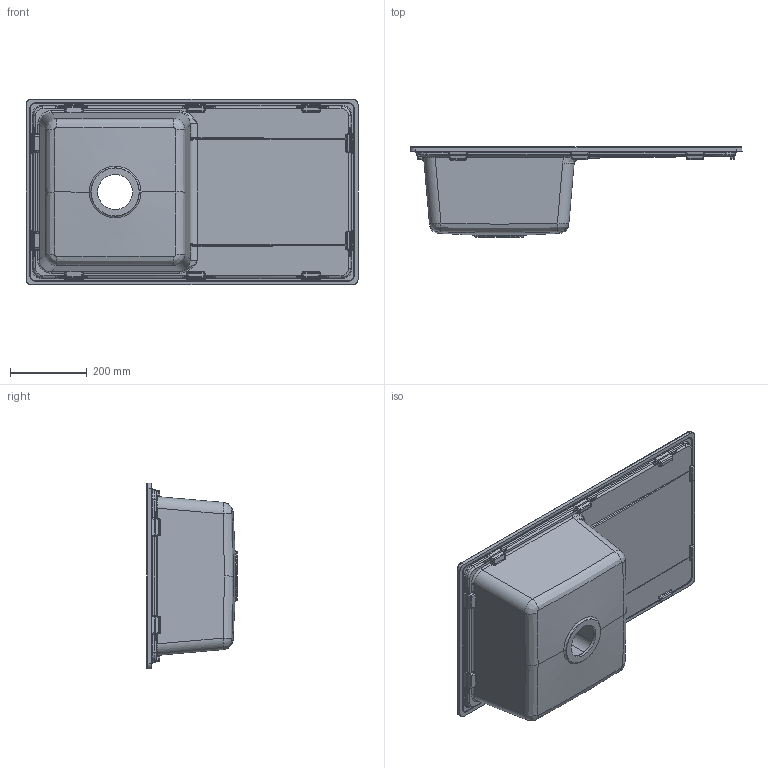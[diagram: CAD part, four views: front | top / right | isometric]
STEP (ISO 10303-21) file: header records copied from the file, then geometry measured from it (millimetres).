
FILE_DESCRIPTION((''),'2;1');
FILE_NAME('2402868-SKS3419-20201223','2021-05-14T',('Administrator'),(''),'CREO PARAMETRIC BY PTC INC, 2017170','CREO PARAMETRIC BY PTC INC, 2017170','');
FILE_SCHEMA(('CONFIG_CONTROL_DESIGN'));
Products named in the file (1): 2402868-SKS3419-20201223
Bounding box: 864.07 x 235 x 484.07 mm (x, y, z)
Volume: 7393759.8 mm3; surface area: 1421789.4 mm2
Topology: 1 solids, 1 shells, 710 faces, 1683 edges, 974 vertices
Faces by surface type: bspline 246, cylinder 240, plane 172, sphere 34, cone 12, torus 6
Entity records: 37269 total; most frequent: CARTESIAN_POINT 22909, ORIENTED_EDGE 3360, DIRECTION 2462, EDGE_CURVE 1680, VERTEX_POINT 974, AXIS2_PLACEMENT_3D 906, EDGE_LOOP 714, FACE_OUTER_BOUND 710
